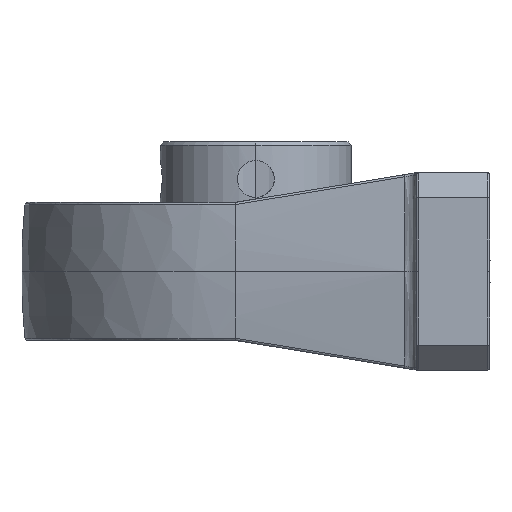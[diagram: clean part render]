
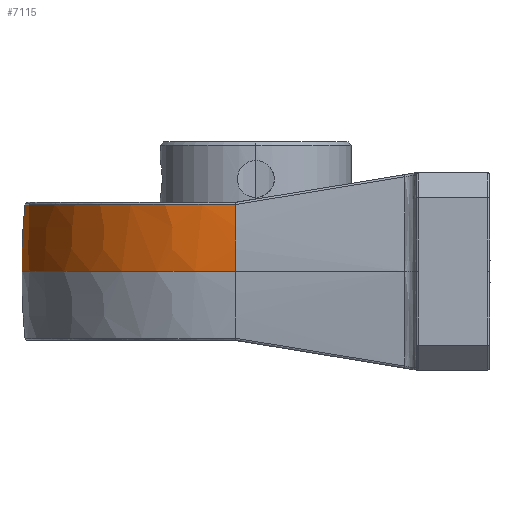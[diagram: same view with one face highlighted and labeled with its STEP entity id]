
A CAD part, left-side view. The second image highlights one B-rep face of the part: STEP entity #7115.
In plain terms, the highlighted free-form (B-spline) face has degree [3, 3] with [4, 7] control points.
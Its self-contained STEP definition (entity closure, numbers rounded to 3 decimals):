
#128 = FACE_OUTER_BOUND ( 'NONE', #13217, .T. ) ;
#216 = CARTESIAN_POINT ( 'NONE',  ( -18.431, 19.435, 8. ) ) ;
#308 = DIRECTION ( 'NONE',  ( 0., 0., 1. ) ) ;
#474 = CARTESIAN_POINT ( 'NONE',  ( -18.995, 19.887, 2.679 ) ) ;
#933 = CARTESIAN_POINT ( 'NONE',  ( -19.029, 19.503, 0. ) ) ;
#1364 = AXIS2_PLACEMENT_3D ( 'NONE', #5472, #308, #13126 ) ;
#1999 = ORIENTED_EDGE ( 'NONE', *, *, #2648, .F. ) ;
#2195 = CARTESIAN_POINT ( 'NONE',  ( -18.928, 20.656, 0. ) ) ;
#2355 = DIRECTION ( 'NONE',  ( 0.174, 0.985, 0. ) ) ;
#2648 = EDGE_CURVE ( 'NONE', #2655, #14083, #15834, .T. ) ;
#2655 = VERTEX_POINT ( 'NONE', #7445 ) ;
#2932 = CARTESIAN_POINT ( 'NONE',  ( -18.4, 19.807, 8. ) ) ;
#3015 = CARTESIAN_POINT ( 'NONE',  ( 15.918, 52.43, 5.351 ) ) ;
#3327 = DIRECTION ( 'NONE',  ( 1., 0., 0. ) ) ;
#4190 =( BOUNDED_CURVE ( )  B_SPLINE_CURVE ( 3, ( #6313, #11457, #15415, #16613 ),
 .UNSPECIFIED., .F., .F. ) 
 B_SPLINE_CURVE_WITH_KNOTS ( ( 4, 4 ),
 ( 0., 0.056 ),
 .UNSPECIFIED. ) 
 CURVE ( )  GEOMETRIC_REPRESENTATION_ITEM ( )  RATIONAL_B_SPLINE_CURVE ( ( 0.999, 0.391, 0.391, 0.999 ) ) 
 REPRESENTATION_ITEM ( '' )  );
#4203 = CARTESIAN_POINT ( 'NONE',  ( -18.796, 19.861, 5.351 ) ) ;
#4817 = CARTESIAN_POINT ( 'NONE',  ( -18.657, 20.608, 5.42 ) ) ;
#4829 = CARTESIAN_POINT ( 'NONE',  ( -18.961, 20.272, 0. ) ) ;
#5298 = CARTESIAN_POINT ( 'NONE',  ( 18.928, 20.656, 0. ) ) ;
#5467 = CARTESIAN_POINT ( 'NONE',  ( 15.518, 51.752, 8. ) ) ;
#5472 = CARTESIAN_POINT ( 'NONE',  ( 0., 19., 0. ) ) ;
#5633 = CARTESIAN_POINT ( 'NONE',  ( -16.118, 52.77, 2.679 ) ) ;
#6313 = CARTESIAN_POINT ( 'NONE',  ( -18.657, 20.608, 5.42 ) ) ;
#6488 = CIRCLE ( 'NONE', #1364, 19. ) ;
#6539 =( BOUNDED_SURFACE ( )  B_SPLINE_SURFACE ( 3, 3, ( 
 ( #5298, #13760, #9879, #2195, #4829, #9161, #933 ),
 ( #15112, #12405, #5633, #15756, #8248, #474, #10850 ),
 ( #13376, #3015, #6720, #7908, #9419, #4203, #14315 ),
 ( #9335, #5467, #16014, #6803, #11865, #2932, #216 ) ),
 .UNSPECIFIED., .F., .F., .F. ) 
 B_SPLINE_SURFACE_WITH_KNOTS ( ( 4, 4 ),
 ( 4, 3, 4 ),
 ( 0., 1. ),
 ( 0., 1., 1.031 ),
 .UNSPECIFIED. ) 
 GEOMETRIC_REPRESENTATION_ITEM ( )  RATIONAL_B_SPLINE_SURFACE ( (
 ( 1., 0.391, 0.391, 1., 1., 1., 1.),
 ( 0.998, 0.391, 0.391, 0.998, 0.998, 0.998, 0.998),
 ( 0.998, 0.391, 0.391, 0.998, 0.998, 0.998, 0.998),
 ( 1., 0.391, 0.391, 1., 1., 1., 1.) ) ) 
 REPRESENTATION_ITEM ( '' )  SURFACE ( )  );
#6720 = CARTESIAN_POINT ( 'NONE',  ( -15.98, 52.4, 5.351 ) ) ;
#6803 = CARTESIAN_POINT ( 'NONE',  ( -18.337, 20.552, 8. ) ) ;
#7115 = ADVANCED_FACE ( 'NONE', ( #128 ), #6539, .F. ) ;
#7335 = CARTESIAN_POINT ( 'NONE',  ( 33.891, 11.343, 0. ) ) ;
#7445 = CARTESIAN_POINT ( 'NONE',  ( 18.928, 20.656, 0. ) ) ;
#7670 = CARTESIAN_POINT ( 'NONE',  ( -18.928, 20.656, 0. ) ) ;
#7908 = CARTESIAN_POINT ( 'NONE',  ( -18.73, 20.621, 5.351 ) ) ;
#8248 = CARTESIAN_POINT ( 'NONE',  ( -18.961, 20.272, 2.679 ) ) ;
#9094 = EDGE_CURVE ( 'NONE', #9198, #9122, #15802, .T. ) ;
#9122 = VERTEX_POINT ( 'NONE', #4817 ) ;
#9161 = CARTESIAN_POINT ( 'NONE',  ( -18.995, 19.887, 0. ) ) ;
#9198 = VERTEX_POINT ( 'NONE', #7670 ) ;
#9335 = CARTESIAN_POINT ( 'NONE',  ( 18.328, 20.656, 8. ) ) ;
#9419 = CARTESIAN_POINT ( 'NONE',  ( -18.763, 20.241, 5.351 ) ) ;
#9879 = CARTESIAN_POINT ( 'NONE',  ( -16.118, 52.77, 0. ) ) ;
#10850 = CARTESIAN_POINT ( 'NONE',  ( -19.029, 19.503, 2.679 ) ) ;
#10988 = DIRECTION ( 'NONE',  ( 0., -1., 0. ) ) ;
#11244 = CARTESIAN_POINT ( 'NONE',  ( -34.706, 20.656, 0. ) ) ;
#11457 = CARTESIAN_POINT ( 'NONE',  ( -15.929, 52.263, 5.42 ) ) ;
#11754 = AXIS2_PLACEMENT_3D ( 'NONE', #7335, #2355, #13996 ) ;
#11865 = CARTESIAN_POINT ( 'NONE',  ( -18.368, 20.179, 8. ) ) ;
#12046 = EDGE_CURVE ( 'NONE', #9122, #14083, #4190, .T. ) ;
#12132 = EDGE_CURVE ( 'NONE', #2655, #9198, #6488, .T. ) ;
#12380 = ORIENTED_EDGE ( 'NONE', *, *, #12046, .T. ) ;
#12405 = CARTESIAN_POINT ( 'NONE',  ( 16.118, 52.77, 2.679 ) ) ;
#13114 = AXIS2_PLACEMENT_3D ( 'NONE', #11244, #10988, #3327 ) ;
#13126 = DIRECTION ( 'NONE',  ( 1., 0., 0. ) ) ;
#13217 = EDGE_LOOP ( 'NONE', ( #15032, #12380, #1999, #15076 ) ) ;
#13376 = CARTESIAN_POINT ( 'NONE',  ( 18.727, 20.656, 5.351 ) ) ;
#13760 = CARTESIAN_POINT ( 'NONE',  ( 16.118, 52.77, 0. ) ) ;
#13996 = DIRECTION ( 'NONE',  ( -0.985, 0.174, 0. ) ) ;
#14083 = VERTEX_POINT ( 'NONE', #15578 ) ;
#14315 = CARTESIAN_POINT ( 'NONE',  ( -18.829, 19.48, 5.351 ) ) ;
#15032 = ORIENTED_EDGE ( 'NONE', *, *, #9094, .T. ) ;
#15076 = ORIENTED_EDGE ( 'NONE', *, *, #12132, .T. ) ;
#15112 = CARTESIAN_POINT ( 'NONE',  ( 18.928, 20.656, 2.679 ) ) ;
#15415 = CARTESIAN_POINT ( 'NONE',  ( 15.844, 52.304, 5.42 ) ) ;
#15578 = CARTESIAN_POINT ( 'NONE',  ( 18.653, 20.656, 5.42 ) ) ;
#15756 = CARTESIAN_POINT ( 'NONE',  ( -18.928, 20.656, 2.679 ) ) ;
#15802 = CIRCLE ( 'NONE', #11754, 53.633 ) ;
#15834 = CIRCLE ( 'NONE', #13114, 53.633 ) ;
#16014 = CARTESIAN_POINT ( 'NONE',  ( -15.704, 51.663, 8. ) ) ;
#16613 = CARTESIAN_POINT ( 'NONE',  ( 18.653, 20.656, 5.42 ) ) ;
